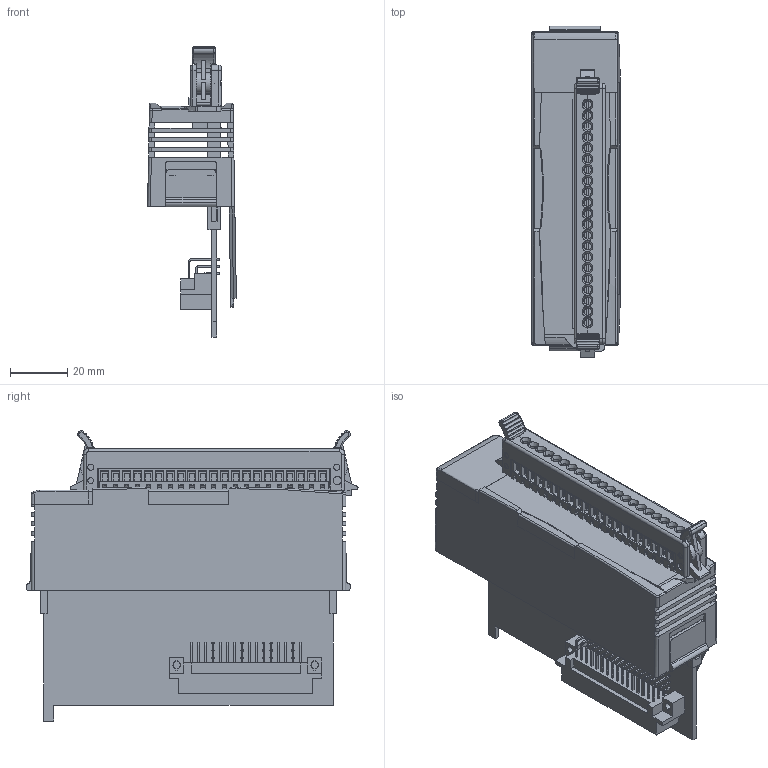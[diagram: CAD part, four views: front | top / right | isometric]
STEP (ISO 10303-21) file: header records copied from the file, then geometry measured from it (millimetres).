
FILE_DESCRIPTION (( 'STEP AP203' ), '1' );
FILE_NAME ('I-87017ZW.STEP', '2018-10-30T02:15:03', ( 'user' ), ( '' ), 'SwSTEP 2.0', 'SolidWorks 2013', '' );
FILE_SCHEMA (( 'CONFIG_CONTROL_DESIGN' ));
Length unit declared in the file: millimetre
Products named in the file (15): 4SIPC-EB21AG; 8000-2io-03-Part-3-1; 4SAPP-EB01; 8000-2io-03-Part-7; M2.6x8L; 4SIP8W01C212G; 4PCA-EB21G; 8000-2io-03-Part-2-3; I-87017ZW; 8000-2io-03-Part-2; ME030-38121; MC520-38121O; 8K_16LED_20130306; 4SIPC-EB21BG; (X_T)Molex-48pin-90D-1
Assembly tree (16 placements, depth 3):
  I-87017ZW
    8K_16LED_20130306
    (X_T)Molex-48pin-90D-1
    8000-2io-03-Part-3-1
    8000-2io-03-Part-7
    4SIP8W01C212G
    8000-2io-03-Part-2-3
    8000-2io-03-Part-2
    ME030-38121
    4PCA-EB21G
      MC520-38121O
      4SIPC-EB21BG
      4SIPC-EB21AG
      4SAPP-EB01  x2
      M2.6x8L  x2
Bounding box: 31.06 x 116.09 x 101.46 mm (x, y, z)
Volume: 61000.3 mm3; surface area: 80565.1 mm2
Topology: 15 solids, 15 shells, 4265 faces, 11338 edges, 7380 vertices
Faces by surface type: plane 3525, cylinder 609, cone 67, torus 45, bspline 19
Entity records: 130414 total; most frequent: CARTESIAN_POINT 23993, ORIENTED_EDGE 22188, DIRECTION 20925, EDGE_CURVE 11094, LINE 9155, VECTOR 9155, VERTEX_POINT 7222, AXIS2_PLACEMENT_3D 5885
